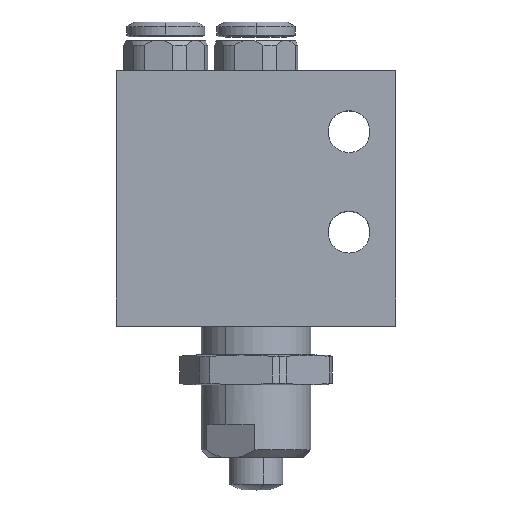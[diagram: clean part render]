
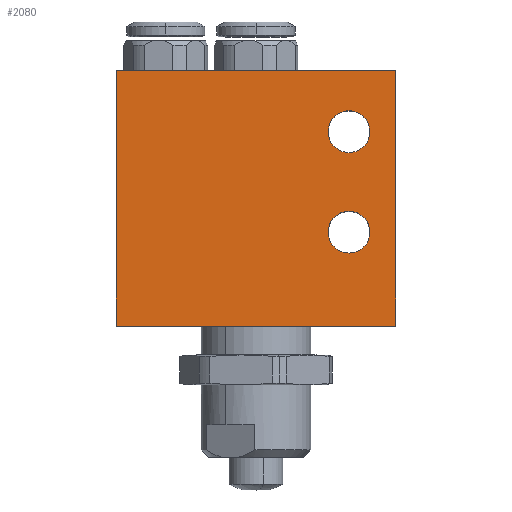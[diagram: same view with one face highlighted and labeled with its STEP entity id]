
A CAD part, top view. The second image highlights one B-rep face of the part: STEP entity #2080.
In plain terms, the highlighted planar face has unit normal (0, 0, 1).
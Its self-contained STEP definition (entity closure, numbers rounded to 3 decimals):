
#11 = CIRCLE ( 'NONE', #1017, 2.25 ) ;
#80 = CIRCLE ( 'NONE', #4384, 2.25 ) ;
#99 = DIRECTION ( 'NONE',  ( 0., -1., 0. ) ) ;
#376 = CARTESIAN_POINT ( 'NONE',  ( 684.872, 52.421, 7.5 ) ) ;
#388 = EDGE_CURVE ( 'NONE', #5416, #4433, #2556, .T. ) ;
#411 = VERTEX_POINT ( 'NONE', #1457 ) ;
#581 = EDGE_CURVE ( 'NONE', #761, #4708, #11, .T. ) ;
#706 = ORIENTED_EDGE ( 'NONE', *, *, #388, .F. ) ;
#712 = DIRECTION ( 'NONE',  ( 0., 0., 1. ) ) ;
#761 = VERTEX_POINT ( 'NONE', #5342 ) ;
#860 = EDGE_CURVE ( 'NONE', #1749, #4693, #1338, .T. ) ;
#1017 = AXIS2_PLACEMENT_3D ( 'NONE', #5062, #1809, #4585 ) ;
#1062 = CARTESIAN_POINT ( 'NONE',  ( 709.872, 73.321, 7.5 ) ) ;
#1066 = DIRECTION ( 'NONE',  ( 0., 1., 0. ) ) ;
#1110 = ORIENTED_EDGE ( 'NONE', *, *, #2897, .T. ) ;
#1118 = EDGE_CURVE ( 'NONE', #4433, #5416, #80, .T. ) ;
#1150 = DIRECTION ( 'NONE',  ( 0., 0., -1. ) ) ;
#1338 = LINE ( 'NONE', #3901, #2543 ) ;
#1373 = ORIENTED_EDGE ( 'NONE', *, *, #5533, .T. ) ;
#1420 = ORIENTED_EDGE ( 'NONE', *, *, #860, .T. ) ;
#1457 = CARTESIAN_POINT ( 'NONE',  ( 714.872, 52.421, 7.5 ) ) ;
#1749 = VERTEX_POINT ( 'NONE', #3613 ) ;
#1770 = VERTEX_POINT ( 'NONE', #376 ) ;
#1784 = ORIENTED_EDGE ( 'NONE', *, *, #2458, .F. ) ;
#1809 = DIRECTION ( 'NONE',  ( 0., 0., 1. ) ) ;
#1901 = DIRECTION ( 'NONE',  ( 0., 0., 1. ) ) ;
#1945 = FACE_BOUND ( 'NONE', #3424, .T. ) ;
#2080 = ADVANCED_FACE ( 'NONE', ( #5641, #1945, #4410 ), #4823, .F. ) ;
#2104 = DIRECTION ( 'NONE',  ( 0., 0., 1. ) ) ;
#2154 = CARTESIAN_POINT ( 'NONE',  ( 714.872, 52.421, 7.5 ) ) ;
#2197 = LINE ( 'NONE', #4369, #2356 ) ;
#2256 = EDGE_CURVE ( 'NONE', #4693, #1770, #4049, .T. ) ;
#2356 = VECTOR ( 'NONE', #1066, 1000. ) ;
#2458 = EDGE_CURVE ( 'NONE', #4708, #761, #5854, .T. ) ;
#2543 = VECTOR ( 'NONE', #3760, 1000. ) ;
#2556 = CIRCLE ( 'NONE', #2661, 2.25 ) ;
#2656 = VECTOR ( 'NONE', #99, 1000. ) ;
#2661 = AXIS2_PLACEMENT_3D ( 'NONE', #5167, #1901, #4688 ) ;
#2737 = CARTESIAN_POINT ( 'NONE',  ( 712.122, 73.321, 7.5 ) ) ;
#2897 = EDGE_CURVE ( 'NONE', #411, #1749, #2197, .T. ) ;
#2995 = CARTESIAN_POINT ( 'NONE',  ( 712.122, 62.521, 7.5 ) ) ;
#3035 = CARTESIAN_POINT ( 'NONE',  ( 684.872, 79.921, 7.5 ) ) ;
#3132 = ORIENTED_EDGE ( 'NONE', *, *, #1118, .F. ) ;
#3357 = EDGE_LOOP ( 'NONE', ( #1784, #3730 ) ) ;
#3424 = EDGE_LOOP ( 'NONE', ( #3132, #706 ) ) ;
#3463 = CARTESIAN_POINT ( 'NONE',  ( 709.872, 62.521, 7.5 ) ) ;
#3499 = LINE ( 'NONE', #2154, #4736 ) ;
#3613 = CARTESIAN_POINT ( 'NONE',  ( 714.872, 79.921, 7.5 ) ) ;
#3730 = ORIENTED_EDGE ( 'NONE', *, *, #581, .F. ) ;
#3760 = DIRECTION ( 'NONE',  ( -1., 0., 0. ) ) ;
#3901 = CARTESIAN_POINT ( 'NONE',  ( 714.872, 79.921, 7.5 ) ) ;
#3902 = CARTESIAN_POINT ( 'NONE',  ( 714.872, 52.421, 7.5 ) ) ;
#3932 = DIRECTION ( 'NONE',  ( 1., 0., 0. ) ) ;
#4049 = LINE ( 'NONE', #3035, #2656 ) ;
#4236 = ORIENTED_EDGE ( 'NONE', *, *, #2256, .T. ) ;
#4356 = EDGE_LOOP ( 'NONE', ( #1110, #1420, #4236, #1373 ) ) ;
#4363 = DIRECTION ( 'NONE',  ( 1., 0., 0. ) ) ;
#4369 = CARTESIAN_POINT ( 'NONE',  ( 714.872, 79.921, 7.5 ) ) ;
#4384 = AXIS2_PLACEMENT_3D ( 'NONE', #3463, #712, #3932 ) ;
#4394 = CARTESIAN_POINT ( 'NONE',  ( 707.622, 62.521, 7.5 ) ) ;
#4410 = FACE_OUTER_BOUND ( 'NONE', #4356, .T. ) ;
#4433 = VERTEX_POINT ( 'NONE', #2995 ) ;
#4566 = CARTESIAN_POINT ( 'NONE',  ( 684.872, 79.921, 7.5 ) ) ;
#4585 = DIRECTION ( 'NONE',  ( 1., 0., 0. ) ) ;
#4688 = DIRECTION ( 'NONE',  ( 1., 0., 0. ) ) ;
#4693 = VERTEX_POINT ( 'NONE', #4566 ) ;
#4708 = VERTEX_POINT ( 'NONE', #2737 ) ;
#4736 = VECTOR ( 'NONE', #4946, 1000. ) ;
#4823 = PLANE ( 'NONE',  #5427 ) ;
#4946 = DIRECTION ( 'NONE',  ( 1., 0., 0. ) ) ;
#5062 = CARTESIAN_POINT ( 'NONE',  ( 709.872, 73.321, 7.5 ) ) ;
#5167 = CARTESIAN_POINT ( 'NONE',  ( 709.872, 62.521, 7.5 ) ) ;
#5342 = CARTESIAN_POINT ( 'NONE',  ( 707.622, 73.321, 7.5 ) ) ;
#5379 = DIRECTION ( 'NONE',  ( 1., 0., 0. ) ) ;
#5416 = VERTEX_POINT ( 'NONE', #4394 ) ;
#5427 = AXIS2_PLACEMENT_3D ( 'NONE', #3902, #1150, #4363 ) ;
#5533 = EDGE_CURVE ( 'NONE', #1770, #411, #3499, .T. ) ;
#5641 = FACE_BOUND ( 'NONE', #3357, .T. ) ;
#5793 = AXIS2_PLACEMENT_3D ( 'NONE', #1062, #2104, #5379 ) ;
#5854 = CIRCLE ( 'NONE', #5793, 2.25 ) ;
